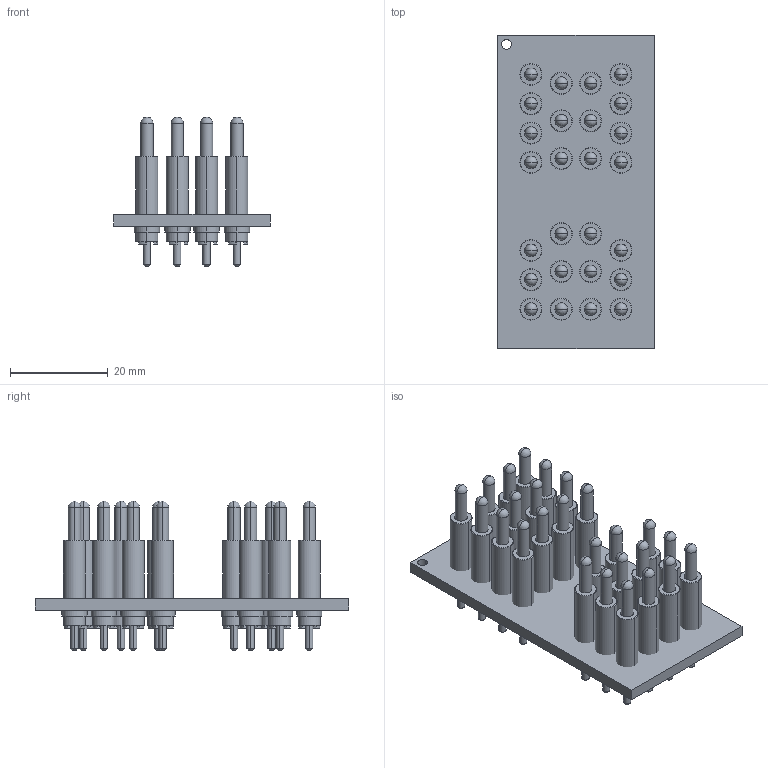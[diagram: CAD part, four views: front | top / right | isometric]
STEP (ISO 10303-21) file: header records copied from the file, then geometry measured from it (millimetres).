
FILE_DESCRIPTION((''),'2;1');
FILE_NAME('HARTING_09 33 000 9815.stp','2013-03-04T13:22:36',(''),(''),'Mechanical Desktop 2011','Mechanical Desktop 2011',', , ');
FILE_SCHEMA(('AUTOMOTIVE_DESIGN { 1 2 10303 214 1 1 1 1 }'));
Length unit declared in the file: millimetre
Products named in the file (1): Product
Bounding box: 32 x 64 x 30.6 mm (x, y, z)
Volume: 12896.7 mm3; surface area: 22298.4 mm2
Topology: 53 solids, 53 shells, 1256 faces, 2930 edges, 1910 vertices
Faces by surface type: cylinder 598, plane 344, bspline 158, torus 52, sphere 52, cone 52
Entity records: 36403 total; most frequent: DIRECTION 6744, CARTESIAN_POINT 6547, ORIENTED_EDGE 5756, EDGE_CURVE 2878, AXIS2_PLACEMENT_3D 2767, VERTEX_POINT 1910, CIRCLE 1668, EDGE_LOOP 1492
